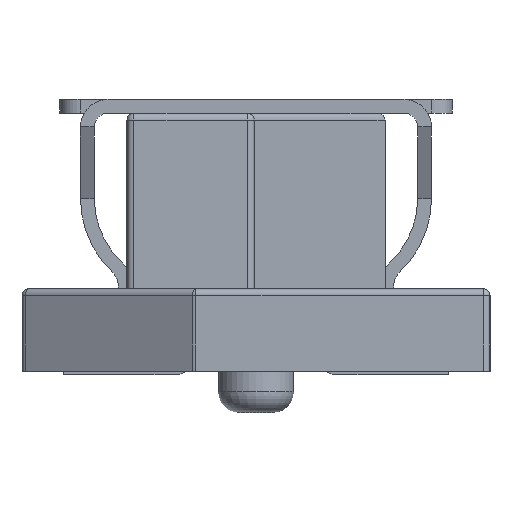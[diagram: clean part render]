
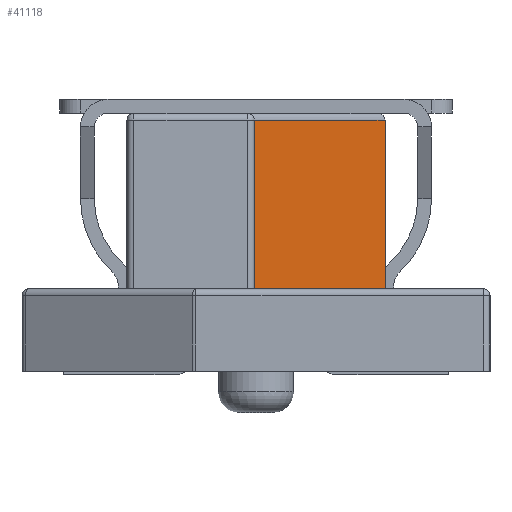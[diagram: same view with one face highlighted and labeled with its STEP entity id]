
A CAD part, left-side view. The second image highlights one B-rep face of the part: STEP entity #41118.
In plain terms, the highlighted planar face has unit normal (-1, 0, 0).
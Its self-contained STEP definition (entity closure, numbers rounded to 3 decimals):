
#5400=ORIENTED_EDGE('',*,*,#14022,.F.);
#5401=ORIENTED_EDGE('',*,*,#17287,.T.);
#5402=ORIENTED_EDGE('',*,*,#17286,.T.);
#5403=ORIENTED_EDGE('',*,*,#14601,.T.);
#14022=EDGE_CURVE('',#20197,#20198,#24259,.T.);
#14601=EDGE_CURVE('',#20741,#20198,#24664,.T.);
#17286=EDGE_CURVE('',#22996,#20741,#27274,.T.);
#17287=EDGE_CURVE('',#20197,#22996,#27275,.F.);
#20197=VERTEX_POINT('',#56765);
#20198=VERTEX_POINT('',#56767);
#20741=VERTEX_POINT('',#57937);
#22996=VERTEX_POINT('',#63355);
#24259=LINE('',#56766,#29653);
#24664=LINE('',#57936,#30058);
#27274=LINE('',#63358,#32668);
#27275=LINE('',#63360,#32669);
#29653=VECTOR('',#45614,1000.);
#30058=VECTOR('',#46423,1000.);
#32668=VECTOR('',#50143,1000.);
#32669=VECTOR('',#50146,1000.);
#35536=EDGE_LOOP('',(#5400,#5401,#5402,#5403));
#37539=FACE_BOUND('',#35536,.T.);
#39515=PLANE('',#43408);
#41118=ADVANCED_FACE('',(#37539),#39515,.F.);
#43408=AXIS2_PLACEMENT_3D('',#63359,#50144,#50145);
#45614=DIRECTION('',(0.,0.,-1.));
#46423=DIRECTION('',(0.,-1.,0.));
#50143=DIRECTION('',(0.,0.,-1.));
#50144=DIRECTION('',(1.,0.,0.));
#50145=DIRECTION('',(0.,0.,-1.));
#50146=DIRECTION('',(0.,-1.,0.));
#56765=CARTESIAN_POINT('',(-17.35,-1.875,3.65));
#56766=CARTESIAN_POINT('',(-17.35,-1.875,40.237));
#56767=CARTESIAN_POINT('',(-17.35,-1.875,1.2));
#57936=CARTESIAN_POINT('',(-17.35,0.025,1.2));
#57937=CARTESIAN_POINT('',(-17.35,0.025,1.2));
#63355=CARTESIAN_POINT('',(-17.35,0.025,3.65));
#63358=CARTESIAN_POINT('',(-17.35,0.025,40.237));
#63359=CARTESIAN_POINT('',(-17.35,0.025,40.237));
#63360=CARTESIAN_POINT('',(-17.35,0.025,3.65));
